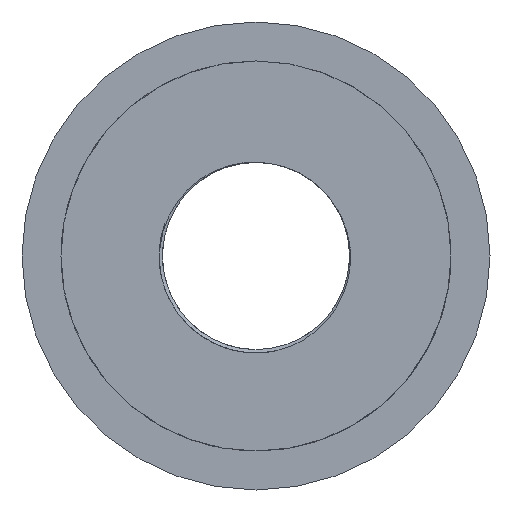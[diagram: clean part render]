
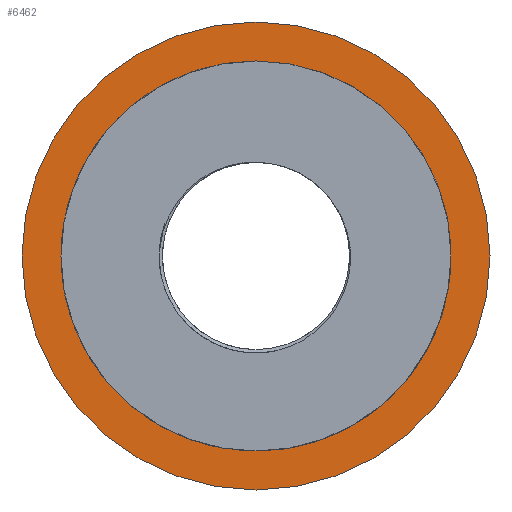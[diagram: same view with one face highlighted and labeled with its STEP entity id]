
A CAD part, front view. The second image highlights one B-rep face of the part: STEP entity #6462.
In plain terms, the highlighted planar face has unit normal (0, -1, 0).
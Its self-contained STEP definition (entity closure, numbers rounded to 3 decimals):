
#414 = CARTESIAN_POINT ( 'NONE',  ( 11.001, 4., -5.935 ) ) ;
#701 = DIRECTION ( 'NONE',  ( 0., 1., 0. ) ) ;
#746 = EDGE_CURVE ( 'NONE', #5542, #3011, #5042, .T. ) ;
#786 = AXIS2_PLACEMENT_3D ( 'NONE', #4096, #701, #2394 ) ;
#931 = AXIS2_PLACEMENT_3D ( 'NONE', #5098, #1717, #3429 ) ;
#951 = FACE_OUTER_BOUND ( 'NONE', #7225, .T. ) ;
#1012 = CARTESIAN_POINT ( 'NONE',  ( 0., 4., 0. ) ) ;
#1035 = DIRECTION ( 'NONE',  ( 0., 1., 0. ) ) ;
#1077 = VERTEX_POINT ( 'NONE', #414 ) ;
#1154 = PLANE ( 'NONE',  #931 ) ;
#1198 = ORIENTED_EDGE ( 'NONE', *, *, #2608, .F. ) ;
#1261 = DIRECTION ( 'NONE',  ( 0., 1., 0. ) ) ;
#1717 = DIRECTION ( 'NONE',  ( 0., 1., 0. ) ) ;
#1720 = EDGE_CURVE ( 'NONE', #1077, #5458, #2491, .T. ) ;
#2015 = AXIS2_PLACEMENT_3D ( 'NONE', #1012, #1035, #5520 ) ;
#2340 = DIRECTION ( 'NONE',  ( 0., 0., 1. ) ) ;
#2394 = DIRECTION ( 'NONE',  ( 0., 0., 1. ) ) ;
#2463 = ORIENTED_EDGE ( 'NONE', *, *, #1720, .T. ) ;
#2491 = CIRCLE ( 'NONE', #2015, 12.5 ) ;
#2608 = EDGE_CURVE ( 'NONE', #3011, #5542, #2684, .T. ) ;
#2684 = CIRCLE ( 'NONE', #786, 15. ) ;
#3011 = VERTEX_POINT ( 'NONE', #4252 ) ;
#3429 = DIRECTION ( 'NONE',  ( 0., 0., 1. ) ) ;
#3467 = CARTESIAN_POINT ( 'NONE',  ( 0., 4., 0. ) ) ;
#3658 = CIRCLE ( 'NONE', #5369, 12.5 ) ;
#4096 = CARTESIAN_POINT ( 'NONE',  ( 0., 4., 0. ) ) ;
#4252 = CARTESIAN_POINT ( 'NONE',  ( 0., 4., 15. ) ) ;
#4333 = EDGE_LOOP ( 'NONE', ( #2463, #6149 ) ) ;
#4465 = FACE_BOUND ( 'NONE', #4333, .T. ) ;
#4545 = AXIS2_PLACEMENT_3D ( 'NONE', #3467, #6338, #2340 ) ;
#4760 = CARTESIAN_POINT ( 'NONE',  ( 0., 4., -15. ) ) ;
#5042 = CIRCLE ( 'NONE', #4545, 15. ) ;
#5098 = CARTESIAN_POINT ( 'NONE',  ( 0., 4., 0. ) ) ;
#5369 = AXIS2_PLACEMENT_3D ( 'NONE', #6821, #1261, #6953 ) ;
#5421 = CARTESIAN_POINT ( 'NONE',  ( 3.469, 4., -12.009 ) ) ;
#5458 = VERTEX_POINT ( 'NONE', #5421 ) ;
#5520 = DIRECTION ( 'NONE',  ( 0., 0., 1. ) ) ;
#5542 = VERTEX_POINT ( 'NONE', #4760 ) ;
#5923 = EDGE_CURVE ( 'NONE', #5458, #1077, #3658, .T. ) ;
#6149 = ORIENTED_EDGE ( 'NONE', *, *, #5923, .T. ) ;
#6338 = DIRECTION ( 'NONE',  ( 0., 1., 0. ) ) ;
#6462 = ADVANCED_FACE ( 'NONE', ( #4465, #951 ), #1154, .F. ) ;
#6821 = CARTESIAN_POINT ( 'NONE',  ( 0., 4., 0. ) ) ;
#6953 = DIRECTION ( 'NONE',  ( 0., 0., 1. ) ) ;
#7111 = ORIENTED_EDGE ( 'NONE', *, *, #746, .F. ) ;
#7225 = EDGE_LOOP ( 'NONE', ( #7111, #1198 ) ) ;
